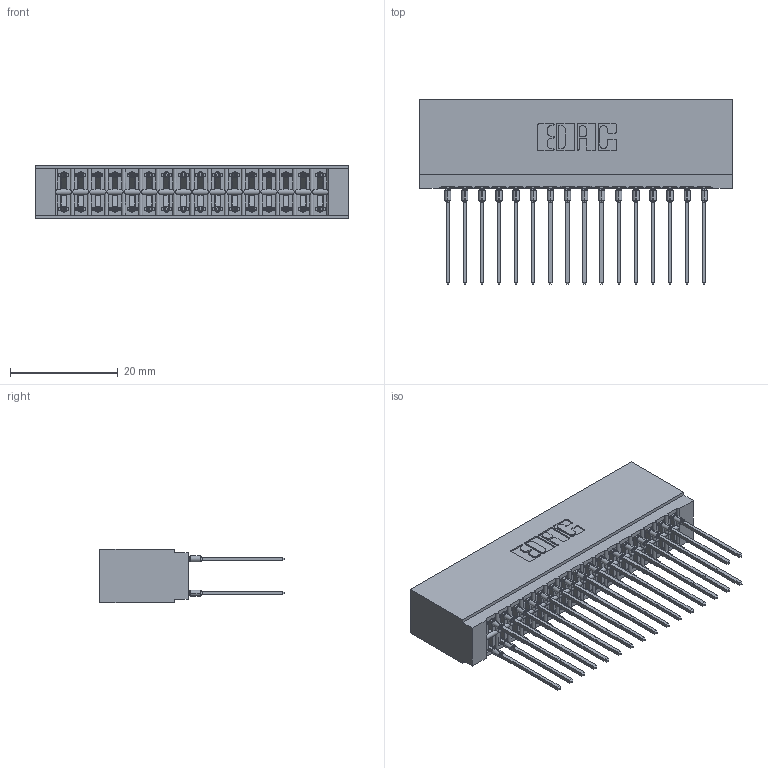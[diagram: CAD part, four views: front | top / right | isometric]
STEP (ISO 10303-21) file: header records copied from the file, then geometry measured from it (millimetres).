
FILE_DESCRIPTION (( 'STEP AP203' ), '1' );
FILE_NAME ('746-032-553-201.STEP', '2026-02-27T00:12:48', ( '' ), ( '' ), 'SwSTEP 2.0', 'SolidWorks 2023', '' );
FILE_SCHEMA (( 'CONFIG_CONTROL_DESIGN' ));
Length unit declared in the file: millimetre
Products named in the file (3): 746 Part_.515 Slot Depth - 01; 746-032-553-201; 746-292-001_553
Assembly tree (33 placements, depth 2):
  746-032-553-201
    746 Part_.515 Slot Depth - 01
    746-292-001_553  x32
Bounding box: 58.04 x 34.2 x 9.91 mm (x, y, z)
Volume: 6531.6 mm3; surface area: 10616.8 mm2
Topology: 33 solids, 33 shells, 2961 faces, 8135 edges, 5183 vertices
Faces by surface type: plane 1527, bspline 640, cylinder 602, torus 192
Entity records: 28357 total; most frequent: CARTESIAN_POINT 5865, ORIENTED_EDGE 4800, DIRECTION 4052, EDGE_CURVE 2400, LINE 2056, VECTOR 2056, VERTEX_POINT 1587, AXIS2_PLACEMENT_3D 998
